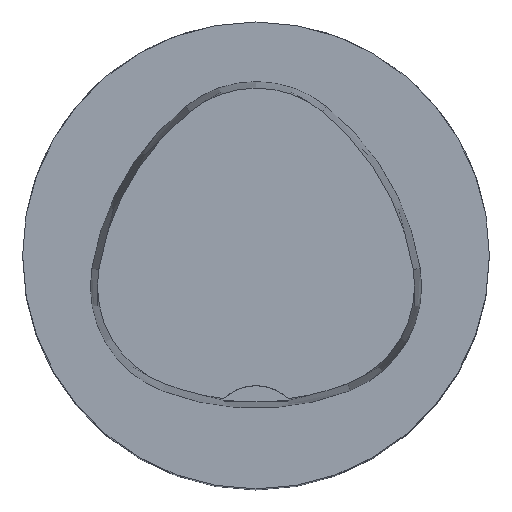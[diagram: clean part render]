
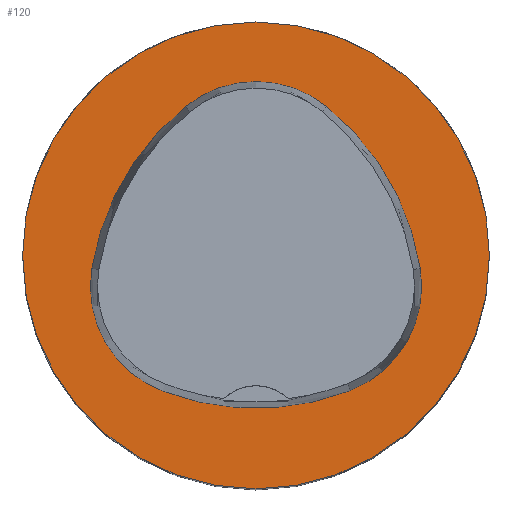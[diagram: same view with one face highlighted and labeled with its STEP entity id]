
A CAD part, top view. The second image highlights one B-rep face of the part: STEP entity #120.
In plain terms, the highlighted planar face has unit normal (0, 0, 1).
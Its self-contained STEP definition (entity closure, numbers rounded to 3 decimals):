
#120=ADVANCED_FACE('',(#252,#253),#161,.T.);
#161=PLANE('',#934);
#196=CIRCLE('',#894,25.);
#202=CIRCLE('',#912,28.);
#204=CIRCLE('',#915,12.);
#206=CIRCLE('',#918,28.);
#208=CIRCLE('',#921,12.);
#212=CIRCLE('',#926,28.);
#214=CIRCLE('',#929,12.);
#252=FACE_BOUND('',#303,.T.);
#253=FACE_BOUND('',#304,.T.);
#303=EDGE_LOOP('',(#430,#431,#432,#433,#434,#435));
#304=EDGE_LOOP('',(#436));
#430=ORIENTED_EDGE('',*,*,#686,.T.);
#431=ORIENTED_EDGE('',*,*,#666,.T.);
#432=ORIENTED_EDGE('',*,*,#670,.T.);
#433=ORIENTED_EDGE('',*,*,#673,.T.);
#434=ORIENTED_EDGE('',*,*,#676,.T.);
#435=ORIENTED_EDGE('',*,*,#684,.T.);
#436=ORIENTED_EDGE('',*,*,#652,.F.);
#577=VERTEX_POINT('',#1295);
#591=VERTEX_POINT('',#1331);
#592=VERTEX_POINT('',#1332);
#595=VERTEX_POINT('',#1340);
#597=VERTEX_POINT('',#1346);
#599=VERTEX_POINT('',#1352);
#606=VERTEX_POINT('',#1373);
#652=EDGE_CURVE('',#577,#577,#196,.T.);
#666=EDGE_CURVE('',#591,#592,#202,.T.);
#670=EDGE_CURVE('',#592,#595,#204,.T.);
#673=EDGE_CURVE('',#595,#597,#206,.T.);
#676=EDGE_CURVE('',#597,#599,#208,.T.);
#684=EDGE_CURVE('',#599,#606,#212,.T.);
#686=EDGE_CURVE('',#606,#591,#214,.T.);
#894=AXIS2_PLACEMENT_3D('',#1294,#1023,#1024);
#912=AXIS2_PLACEMENT_3D('',#1330,#1063,#1064);
#915=AXIS2_PLACEMENT_3D('',#1339,#1071,#1072);
#918=AXIS2_PLACEMENT_3D('',#1345,#1078,#1079);
#921=AXIS2_PLACEMENT_3D('',#1351,#1085,#1086);
#926=AXIS2_PLACEMENT_3D('',#1374,#1097,#1098);
#929=AXIS2_PLACEMENT_3D('',#1377,#1103,#1104);
#934=AXIS2_PLACEMENT_3D('',#1382,#1113,#1114);
#1023=DIRECTION('',(0.,0.,-1.));
#1024=DIRECTION('',(-1.,0.,0.));
#1063=DIRECTION('',(0.,0.,-1.));
#1064=DIRECTION('',(-1.,0.,0.));
#1071=DIRECTION('',(0.,0.,-1.));
#1072=DIRECTION('',(-1.,0.,0.));
#1078=DIRECTION('',(0.,0.,-1.));
#1079=DIRECTION('',(-1.,0.,0.));
#1085=DIRECTION('',(0.,0.,-1.));
#1086=DIRECTION('',(-1.,0.,0.));
#1097=DIRECTION('',(0.,0.,-1.));
#1098=DIRECTION('',(-1.,0.,0.));
#1103=DIRECTION('',(0.,0.,-1.));
#1104=DIRECTION('',(-1.,0.,0.));
#1113=DIRECTION('',(0.,0.,1.));
#1114=DIRECTION('',(1.,0.,0.));
#1294=CARTESIAN_POINT('',(0.,0.,0.));
#1295=CARTESIAN_POINT('',(-25.,0.,0.));
#1330=CARTESIAN_POINT('',(10.068,-5.824,0.));
#1331=CARTESIAN_POINT('',(-17.584,-1.424,0.));
#1332=CARTESIAN_POINT('',(-7.531,15.953,0.));
#1339=CARTESIAN_POINT('',(0.011,6.62,0.));
#1340=CARTESIAN_POINT('',(7.567,15.942,0.));
#1345=CARTESIAN_POINT('',(-10.063,-5.81,0.));
#1346=CARTESIAN_POINT('',(17.59,-1.418,0.));
#1351=CARTESIAN_POINT('',(5.739,-3.3,0.));
#1352=CARTESIAN_POINT('',(10.05,-14.499,0.));
#1373=CARTESIAN_POINT('',(-10.025,-14.516,0.));
#1374=CARTESIAN_POINT('',(-0.01,11.631,0.));
#1377=CARTESIAN_POINT('',(-5.733,-3.31,0.));
#1382=CARTESIAN_POINT('',(0.,0.,0.));
